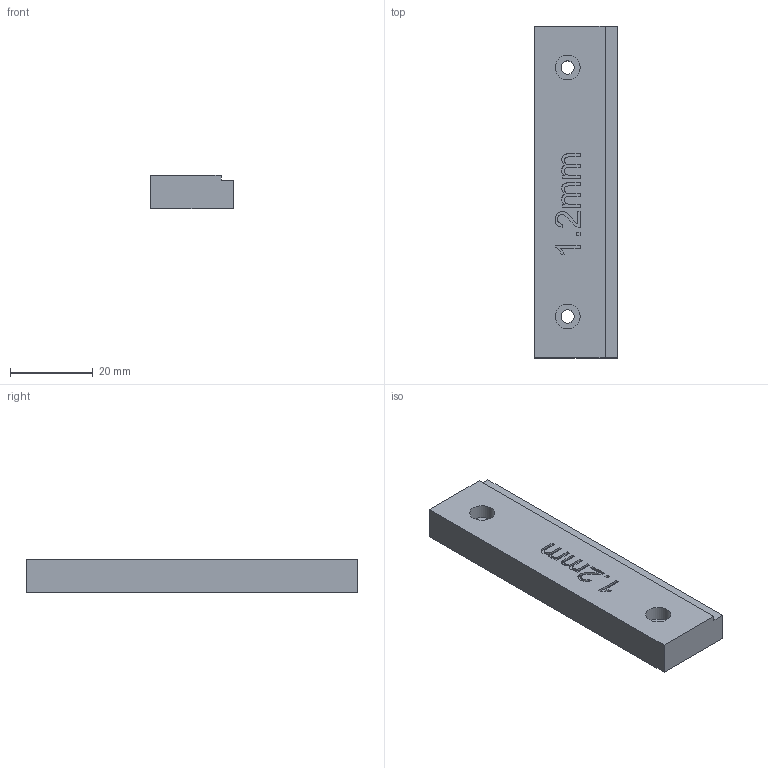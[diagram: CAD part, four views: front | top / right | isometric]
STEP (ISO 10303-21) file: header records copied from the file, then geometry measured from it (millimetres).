
FILE_DESCRIPTION(/* description */ (''),/* implementation_level */ '2;1');
FILE_NAME(/* name */ '',/* time_stamp */ '2024-04-27T16:08:14+08:00',/* author */ (''),/* organization */ (''),/* preprocessor_version */ 'ST-DEVELOPER v20',/* originating_system */ 'Autodesk Translation Framework v12.14.0.127',/* authorisation */ '');
FILE_SCHEMA (('AUTOMOTIVE_DESIGN { 1 0 10303 214 3 1 1 }'));
Length unit declared in the file: millimetre
Products named in the file (1): PCB夹具-板厚1.2mm
Bounding box: 20 x 80 x 8 mm (x, y, z)
Volume: 12222.2 mm3; surface area: 5042.3 mm2
Topology: 1 solids, 1 shells, 110 faces, 303 edges, 202 vertices
Faces by surface type: bspline 56, plane 50, cylinder 4
Full cylindrical faces by diameter (mm): 3.2 x2, 6 x2
Entity records: 4036 total; most frequent: CARTESIAN_POINT 1568, ORIENTED_EDGE 606, DIRECTION 309, EDGE_CURVE 303, VERTEX_POINT 202, LINE 183, VECTOR 183, EDGE_LOOP 121
